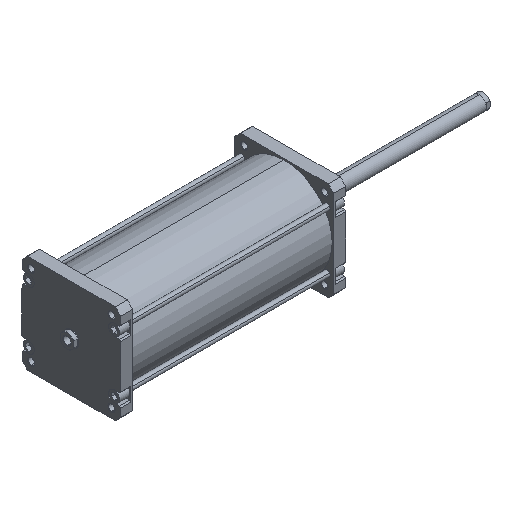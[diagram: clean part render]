
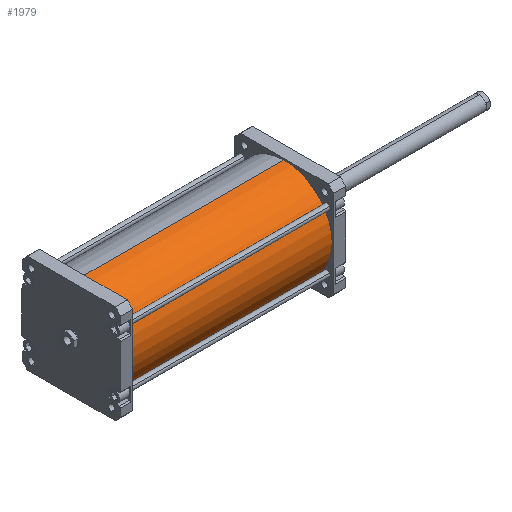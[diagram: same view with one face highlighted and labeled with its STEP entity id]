
A CAD part, isometric view. The second image highlights one B-rep face of the part: STEP entity #1979.
In plain terms, the highlighted cylindrical face has radius 131 mm (diameter 262 mm), a partial arc.
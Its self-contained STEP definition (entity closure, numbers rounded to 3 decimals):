
#17 = ORIENTED_EDGE ( 'NONE', *, *, #2519, .T. ) ;
#19 = ORIENTED_EDGE ( 'NONE', *, *, #2517, .F. ) ;
#35 = ORIENTED_EDGE ( 'NONE', *, *, #2529, .T. ) ;
#36 = ORIENTED_EDGE ( 'NONE', *, *, #2525, .F. ) ;
#592 = CARTESIAN_POINT ( 'NONE',  ( 0., 0., 550. ) ) ;
#600 = DIRECTION ( 'NONE',  ( 0., 0., 1. ) ) ;
#601 = DIRECTION ( 'NONE',  ( 1., 0., 0. ) ) ;
#602 = CARTESIAN_POINT ( 'NONE',  ( 131., 0., 550. ) ) ;
#605 = DIRECTION ( 'NONE',  ( 0., 0., -1. ) ) ;
#620 = CARTESIAN_POINT ( 'NONE',  ( -131., 0., 550. ) ) ;
#621 = DIRECTION ( 'NONE',  ( 0., 0., -1. ) ) ;
#625 = CARTESIAN_POINT ( 'NONE',  ( 0., 0., 0. ) ) ;
#632 = DIRECTION ( 'NONE',  ( 0., 0., 1. ) ) ;
#633 = DIRECTION ( 'NONE',  ( 1., 0., 0. ) ) ;
#762 = CARTESIAN_POINT ( 'NONE',  ( -131., 0., 550. ) ) ;
#763 = CARTESIAN_POINT ( 'NONE',  ( 131., 0., 550. ) ) ;
#771 = CARTESIAN_POINT ( 'NONE',  ( 131., 0., 0. ) ) ;
#774 = CARTESIAN_POINT ( 'NONE',  ( -131., 0., 0. ) ) ;
#1195 = LINE ( 'NONE', #602, #1200 ) ;
#1196 = VECTOR ( 'NONE', #621, 1000. ) ;
#1199 = CIRCLE ( 'NONE', #2937, 131. ) ;
#1200 = VECTOR ( 'NONE', #605, 1000. ) ;
#1201 = LINE ( 'NONE', #620, #1196 ) ;
#1216 = CIRCLE ( 'NONE', #2945, 131. ) ;
#1853 = EDGE_LOOP ( 'NONE', ( #19, #17, #35, #36 ) ) ;
#1979 = ADVANCED_FACE ( 'NONE', ( #3185 ), #3184, .T. ) ;
#2517 = EDGE_CURVE ( 'NONE', #5304, #5303, #1199, .T. ) ;
#2519 = EDGE_CURVE ( 'NONE', #5304, #5312, #1195, .T. ) ;
#2525 = EDGE_CURVE ( 'NONE', #5303, #5315, #1201, .T. ) ;
#2529 = EDGE_CURVE ( 'NONE', #5312, #5315, #1216, .T. ) ;
#2628 = AXIS2_PLACEMENT_3D ( 'NONE', #4222, #4221, #4220 ) ;
#2937 = AXIS2_PLACEMENT_3D ( 'NONE', #592, #600, #601 ) ;
#2945 = AXIS2_PLACEMENT_3D ( 'NONE', #625, #632, #633 ) ;
#3184 = CYLINDRICAL_SURFACE ( 'NONE', #2628, 131. ) ;
#3185 = FACE_OUTER_BOUND ( 'NONE', #1853, .T. ) ;
#4220 = DIRECTION ( 'NONE',  ( -1., 0., 0. ) ) ;
#4221 = DIRECTION ( 'NONE',  ( 0., 0., -1. ) ) ;
#4222 = CARTESIAN_POINT ( 'NONE',  ( 0., 0., 550. ) ) ;
#5303 = VERTEX_POINT ( 'NONE', #762 ) ;
#5304 = VERTEX_POINT ( 'NONE', #763 ) ;
#5312 = VERTEX_POINT ( 'NONE', #771 ) ;
#5315 = VERTEX_POINT ( 'NONE', #774 ) ;
